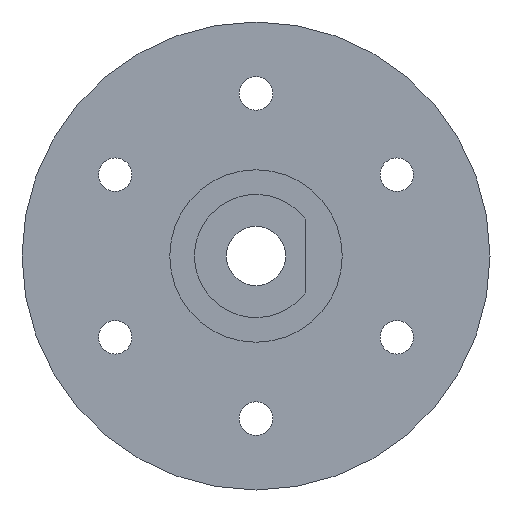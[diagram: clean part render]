
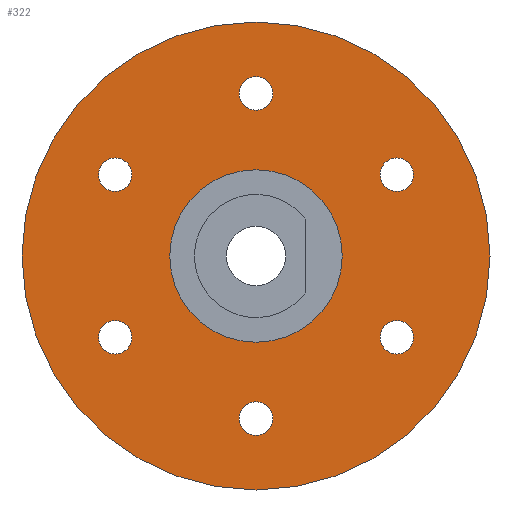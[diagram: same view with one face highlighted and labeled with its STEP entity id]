
A CAD part, front view. The second image highlights one B-rep face of the part: STEP entity #322.
In plain terms, the highlighted planar face has unit normal (0, -1, 0).
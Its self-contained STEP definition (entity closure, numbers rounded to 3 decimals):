
#24=FACE_BOUND('',#83,.T.);
#25=FACE_BOUND('',#84,.T.);
#26=FACE_BOUND('',#85,.T.);
#27=FACE_BOUND('',#86,.T.);
#28=FACE_BOUND('',#87,.T.);
#29=FACE_BOUND('',#88,.T.);
#30=FACE_BOUND('',#89,.T.);
#35=PLANE('',#376);
#54=FACE_OUTER_BOUND('',#82,.T.);
#82=EDGE_LOOP('',(#274));
#83=EDGE_LOOP('',(#275));
#84=EDGE_LOOP('',(#276));
#85=EDGE_LOOP('',(#277));
#86=EDGE_LOOP('',(#278));
#87=EDGE_LOOP('',(#279));
#88=EDGE_LOOP('',(#280));
#89=EDGE_LOOP('',(#281));
#127=CIRCLE('',#342,3.4);
#129=CIRCLE('',#345,3.4);
#131=CIRCLE('',#348,3.4);
#133=CIRCLE('',#351,3.4);
#135=CIRCLE('',#354,3.4);
#137=CIRCLE('',#357,3.4);
#141=CIRCLE('',#363,47.5);
#148=CIRCLE('',#377,17.5);
#151=VERTEX_POINT('',#490);
#153=VERTEX_POINT('',#496);
#155=VERTEX_POINT('',#502);
#157=VERTEX_POINT('',#508);
#159=VERTEX_POINT('',#514);
#161=VERTEX_POINT('',#520);
#165=VERTEX_POINT('',#532);
#173=VERTEX_POINT('',#559);
#177=EDGE_CURVE('',#151,#151,#127,.T.);
#180=EDGE_CURVE('',#153,#153,#129,.T.);
#183=EDGE_CURVE('',#155,#155,#131,.T.);
#186=EDGE_CURVE('',#157,#157,#133,.T.);
#189=EDGE_CURVE('',#159,#159,#135,.T.);
#192=EDGE_CURVE('',#161,#161,#137,.T.);
#199=EDGE_CURVE('',#165,#165,#141,.T.);
#210=EDGE_CURVE('',#173,#173,#148,.T.);
#274=ORIENTED_EDGE('',*,*,#199,.F.);
#275=ORIENTED_EDGE('',*,*,#177,.T.);
#276=ORIENTED_EDGE('',*,*,#180,.T.);
#277=ORIENTED_EDGE('',*,*,#183,.T.);
#278=ORIENTED_EDGE('',*,*,#186,.T.);
#279=ORIENTED_EDGE('',*,*,#189,.T.);
#280=ORIENTED_EDGE('',*,*,#192,.T.);
#281=ORIENTED_EDGE('',*,*,#210,.T.);
#322=ADVANCED_FACE('',(#54,#24,#25,#26,#27,#28,#29,#30),#35,.F.);
#342=AXIS2_PLACEMENT_3D('',#491,#388,#389);
#345=AXIS2_PLACEMENT_3D('',#497,#395,#396);
#348=AXIS2_PLACEMENT_3D('',#503,#402,#403);
#351=AXIS2_PLACEMENT_3D('',#509,#409,#410);
#354=AXIS2_PLACEMENT_3D('',#515,#416,#417);
#357=AXIS2_PLACEMENT_3D('',#521,#423,#424);
#363=AXIS2_PLACEMENT_3D('',#534,#438,#439);
#376=AXIS2_PLACEMENT_3D('',#558,#468,#469);
#377=AXIS2_PLACEMENT_3D('',#560,#470,#471);
#388=DIRECTION('center_axis',(0.,1.,0.));
#389=DIRECTION('ref_axis',(1.,0.,0.));
#395=DIRECTION('center_axis',(0.,1.,0.));
#396=DIRECTION('ref_axis',(1.,0.,0.));
#402=DIRECTION('center_axis',(0.,1.,0.));
#403=DIRECTION('ref_axis',(1.,0.,0.));
#409=DIRECTION('center_axis',(0.,1.,0.));
#410=DIRECTION('ref_axis',(1.,0.,0.));
#416=DIRECTION('center_axis',(0.,1.,0.));
#417=DIRECTION('ref_axis',(1.,0.,0.));
#423=DIRECTION('center_axis',(0.,1.,0.));
#424=DIRECTION('ref_axis',(1.,0.,0.));
#438=DIRECTION('center_axis',(0.,1.,0.));
#439=DIRECTION('ref_axis',(-1.,0.,0.));
#468=DIRECTION('center_axis',(0.,1.,0.));
#469=DIRECTION('ref_axis',(-1.,0.,0.));
#470=DIRECTION('center_axis',(0.,1.,0.));
#471=DIRECTION('ref_axis',(1.,0.,0.));
#490=CARTESIAN_POINT('',(-3.4,12.,-33.));
#491=CARTESIAN_POINT('Origin',(0.,12.,-33.));
#496=CARTESIAN_POINT('',(-3.4,12.,33.));
#497=CARTESIAN_POINT('Origin',(0.,12.,33.));
#502=CARTESIAN_POINT('',(-31.979,12.,-16.5));
#503=CARTESIAN_POINT('Origin',(-28.579,12.,-16.5));
#508=CARTESIAN_POINT('',(25.179,12.,-16.5));
#509=CARTESIAN_POINT('Origin',(28.579,12.,-16.5));
#514=CARTESIAN_POINT('',(25.179,12.,16.5));
#515=CARTESIAN_POINT('Origin',(28.579,12.,16.5));
#520=CARTESIAN_POINT('',(-31.979,12.,16.5));
#521=CARTESIAN_POINT('Origin',(-28.579,12.,16.5));
#532=CARTESIAN_POINT('',(47.5,12.,0.));
#534=CARTESIAN_POINT('Origin',(0.,12.,0.));
#558=CARTESIAN_POINT('Origin',(0.,12.,0.));
#559=CARTESIAN_POINT('',(-17.5,12.,0.));
#560=CARTESIAN_POINT('Origin',(0.,12.,0.));
